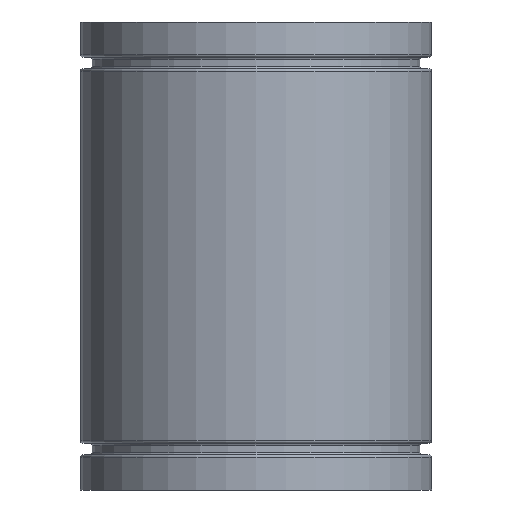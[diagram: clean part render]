
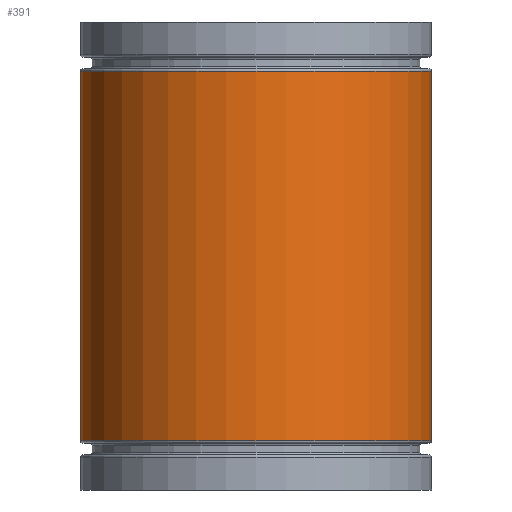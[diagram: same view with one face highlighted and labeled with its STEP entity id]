
A CAD part, front view. The second image highlights one B-rep face of the part: STEP entity #391.
In plain terms, the highlighted cylindrical face has radius 7.5 mm (diameter 15 mm), a full revolution.
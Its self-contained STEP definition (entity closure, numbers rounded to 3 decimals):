
#58=FACE_OUTER_BOUND('',#94,.T.);
#94=EDGE_LOOP('',(#300,#301,#302,#303,#304));
#116=LINE('',#706,#126);
#126=VECTOR('',#575,7.5);
#150=CIRCLE('',#456,7.5);
#151=CIRCLE('',#457,7.5);
#152=CIRCLE('',#458,7.5);
#190=VERTEX_POINT('',#703);
#191=VERTEX_POINT('',#705);
#192=VERTEX_POINT('',#707);
#230=EDGE_CURVE('',#190,#190,#150,.F.);
#231=EDGE_CURVE('',#190,#191,#116,.T.);
#232=EDGE_CURVE('',#191,#192,#151,.F.);
#233=EDGE_CURVE('',#192,#191,#152,.F.);
#300=ORIENTED_EDGE('',*,*,#230,.T.);
#301=ORIENTED_EDGE('',*,*,#231,.T.);
#302=ORIENTED_EDGE('',*,*,#232,.T.);
#303=ORIENTED_EDGE('',*,*,#233,.T.);
#304=ORIENTED_EDGE('',*,*,#231,.F.);
#358=CYLINDRICAL_SURFACE('',#455,7.5);
#391=ADVANCED_FACE('',(#58),#358,.T.);
#455=AXIS2_PLACEMENT_3D('',#702,#571,#572);
#456=AXIS2_PLACEMENT_3D('',#704,#573,#574);
#457=AXIS2_PLACEMENT_3D('',#708,#576,#577);
#458=AXIS2_PLACEMENT_3D('',#709,#578,#579);
#571=DIRECTION('center_axis',(0.,0.,-1.));
#572=DIRECTION('ref_axis',(-1.,0.,0.));
#573=DIRECTION('center_axis',(0.,0.,-1.));
#574=DIRECTION('ref_axis',(-1.,0.,0.));
#575=DIRECTION('',(0.,0.,1.));
#576=DIRECTION('center_axis',(0.,0.,1.));
#577=DIRECTION('ref_axis',(1.,0.,0.));
#578=DIRECTION('center_axis',(0.,0.,1.));
#579=DIRECTION('ref_axis',(1.,0.,0.));
#702=CARTESIAN_POINT('Origin',(0.,0.,10.));
#703=CARTESIAN_POINT('',(7.5,0.,-7.9));
#704=CARTESIAN_POINT('Origin',(0.,0.,-7.9));
#705=CARTESIAN_POINT('',(7.5,0.,7.9));
#706=CARTESIAN_POINT('',(7.5,0.,10.));
#707=CARTESIAN_POINT('',(-7.5,0.,7.9));
#708=CARTESIAN_POINT('Origin',(0.,0.,7.9));
#709=CARTESIAN_POINT('Origin',(0.,0.,7.9));
